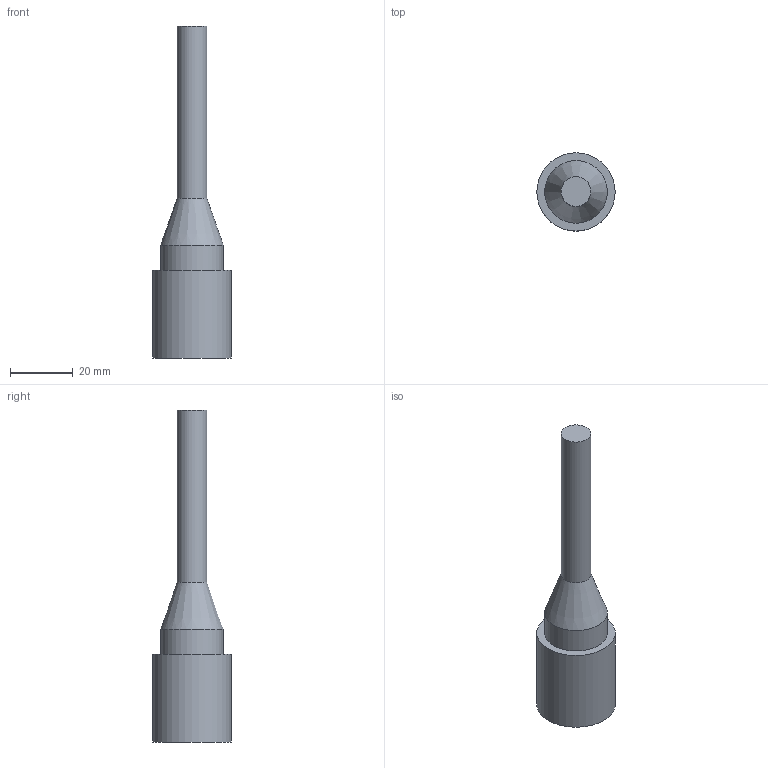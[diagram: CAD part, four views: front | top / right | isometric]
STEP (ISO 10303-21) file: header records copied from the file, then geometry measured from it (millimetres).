
FILE_DESCRIPTION(/* description */ (''),/* implementation_level */ '2;1');
FILE_NAME(/* name */ 'IL2F.stp',/* time_stamp */ '2014-11-14T11:56:19+01:00',/* author */ ('sh'),/* organization */ (''),/* preprocessor_version */ 'ST-DEVELOPER v15.2',/* originating_system */ 'Autodesk Inventor 2014',/* authorisation */ '');
FILE_SCHEMA (('AUTOMOTIVE_DESIGN { 1 0 10303 214 3 1 1 }'));
Length unit declared in the file: millimetre
Products named in the file (1): IL2F
Bounding box: 25 x 25 x 106 mm (x, y, z)
Volume: 21987 mm3; surface area: 6583.7 mm2
Topology: 1 solids, 1 shells, 43 faces, 105 edges, 70 vertices
Faces by surface type: plane 24, bspline 12, cylinder 6, cone 1
Full cylindrical faces by diameter (mm): 3.2 x1, 4.8 x2, 9.5 x1, 20 x1, 25 x1
Entity records: 1328 total; most frequent: CARTESIAN_POINT 364, ORIENTED_EDGE 192, DIRECTION 148, EDGE_CURVE 96, VERTEX_POINT 68, LINE 60, VECTOR 60, EDGE_LOOP 56
